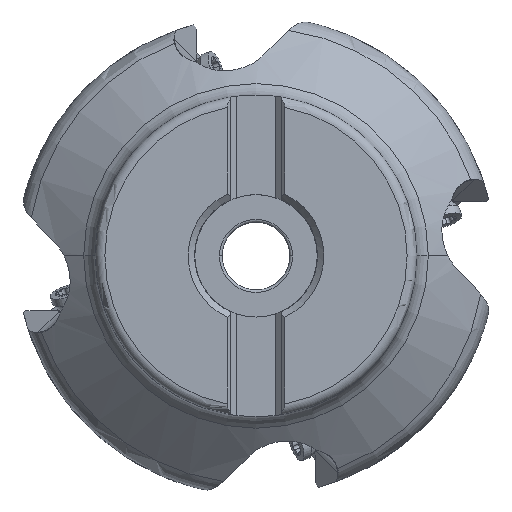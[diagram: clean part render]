
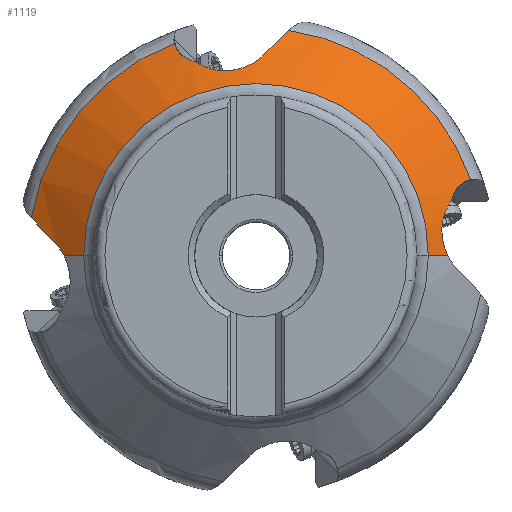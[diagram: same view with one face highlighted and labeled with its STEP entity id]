
A CAD part, top view. The second image highlights one B-rep face of the part: STEP entity #1119.
In plain terms, the highlighted conical face has half-angle 50 degrees and reference radius 31.11 mm.
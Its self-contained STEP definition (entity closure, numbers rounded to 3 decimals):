
#533=CONICAL_SURFACE('',#12635,31.11,50.);
#649=B_SPLINE_CURVE_WITH_KNOTS('',3,(#18072,#18073,#18074,#18075,#18076,
#18077),.UNSPECIFIED.,.F.,.F.,(4,2,4),(0.,0.5,1.),.UNSPECIFIED.);
#731=B_SPLINE_CURVE_WITH_KNOTS('',3,(#19006,#19007,#19008,#19009),
 .UNSPECIFIED.,.F.,.F.,(4,4),(0.,1.),.UNSPECIFIED.);
#772=B_SPLINE_CURVE_WITH_KNOTS('',3,(#19672,#19673,#19674,#19675),
 .UNSPECIFIED.,.F.,.F.,(4,4),(0.,1.),.UNSPECIFIED.);
#773=B_SPLINE_CURVE_WITH_KNOTS('',3,(#19680,#19681,#19682,#19683),
 .UNSPECIFIED.,.F.,.F.,(4,4),(0.,1.),.UNSPECIFIED.);
#774=B_SPLINE_CURVE_WITH_KNOTS('',3,(#19684,#19685,#19686,#19687,#19688,
#19689,#19690,#19691),.UNSPECIFIED.,.F.,.F.,(4,1,1,1,1,4),(0.,0.2,0.4,0.6,
0.8,1.),.UNSPECIFIED.);
#775=B_SPLINE_CURVE_WITH_KNOTS('',3,(#19693,#19694,#19695,#19696),
 .UNSPECIFIED.,.F.,.F.,(4,4),(0.,1.),.UNSPECIFIED.);
#776=B_SPLINE_CURVE_WITH_KNOTS('',3,(#19698,#19699,#19700,#19701),
 .UNSPECIFIED.,.F.,.F.,(4,4),(0.,1.),.UNSPECIFIED.);
#777=B_SPLINE_CURVE_WITH_KNOTS('',3,(#19703,#19704,#19705,#19706),
 .UNSPECIFIED.,.F.,.F.,(4,4),(0.,1.),.UNSPECIFIED.);
#778=B_SPLINE_CURVE_WITH_KNOTS('',3,(#19710,#19711,#19712,#19713),
 .UNSPECIFIED.,.F.,.F.,(4,4),(0.,1.),.UNSPECIFIED.);
#779=B_SPLINE_CURVE_WITH_KNOTS('',3,(#19715,#19716,#19717,#19718,#19719,
#19720),.UNSPECIFIED.,.F.,.F.,(4,2,4),(0.,0.5,1.),.UNSPECIFIED.);
#780=B_SPLINE_CURVE_WITH_KNOTS('',3,(#19722,#19723,#19724,#19725,#19726,
#19727,#19728,#19729),.UNSPECIFIED.,.F.,.F.,(4,1,1,1,1,4),(0.,0.2,0.4,0.6,
0.8,1.),.UNSPECIFIED.);
#781=B_SPLINE_CURVE_WITH_KNOTS('',3,(#19731,#19732,#19733,#19734),
 .UNSPECIFIED.,.F.,.F.,(4,4),(0.,1.),.UNSPECIFIED.);
#782=B_SPLINE_CURVE_WITH_KNOTS('',3,(#19736,#19737,#19738,#19739),
 .UNSPECIFIED.,.F.,.F.,(4,4),(0.,1.),.UNSPECIFIED.);
#1119=ADVANCED_FACE('',(#2030),#533,.T.);
#2030=FACE_OUTER_BOUND('',#2658,.T.);
#2658=EDGE_LOOP('',(#5709,#5710,#5711,#5712,#5713,#5714,#5715,#5716,#5717,
#5718,#5719,#5720,#5721,#5722,#5723,#5724,#5725,#5726));
#3244=LINE('',#18316,#3966);
#3245=LINE('',#18320,#3967);
#3966=VECTOR('',#14026,1.);
#3967=VECTOR('',#14029,1.);
#5709=ORIENTED_EDGE('',*,*,#9951,.F.);
#5710=ORIENTED_EDGE('',*,*,#9952,.T.);
#5711=ORIENTED_EDGE('',*,*,#9953,.F.);
#5712=ORIENTED_EDGE('',*,*,#9774,.F.);
#5713=ORIENTED_EDGE('',*,*,#9639,.T.);
#5714=ORIENTED_EDGE('',*,*,#9950,.T.);
#5715=ORIENTED_EDGE('',*,*,#9637,.T.);
#5716=ORIENTED_EDGE('',*,*,#9579,.F.);
#5717=ORIENTED_EDGE('',*,*,#9954,.T.);
#5718=ORIENTED_EDGE('',*,*,#9955,.F.);
#5719=ORIENTED_EDGE('',*,*,#9956,.F.);
#5720=ORIENTED_EDGE('',*,*,#9957,.F.);
#5721=ORIENTED_EDGE('',*,*,#9958,.T.);
#5722=ORIENTED_EDGE('',*,*,#9959,.F.);
#5723=ORIENTED_EDGE('',*,*,#9960,.F.);
#5724=ORIENTED_EDGE('',*,*,#9961,.F.);
#5725=ORIENTED_EDGE('',*,*,#9962,.F.);
#5726=ORIENTED_EDGE('',*,*,#9963,.F.);
#8369=VERTEX_POINT('',#18071);
#8370=VERTEX_POINT('',#18078);
#8416=VERTEX_POINT('',#18317);
#8417=VERTEX_POINT('',#18319);
#8418=VERTEX_POINT('',#18321);
#8497=VERTEX_POINT('',#19010);
#8617=VERTEX_POINT('',#19676);
#8618=VERTEX_POINT('',#19677);
#8619=VERTEX_POINT('',#19679);
#8620=VERTEX_POINT('',#19692);
#8621=VERTEX_POINT('',#19697);
#8622=VERTEX_POINT('',#19702);
#8623=VERTEX_POINT('',#19707);
#8624=VERTEX_POINT('',#19709);
#8625=VERTEX_POINT('',#19714);
#8626=VERTEX_POINT('',#19721);
#8627=VERTEX_POINT('',#19730);
#8628=VERTEX_POINT('',#19735);
#9579=EDGE_CURVE('',#8369,#8370,#649,.T.);
#9637=EDGE_CURVE('',#8416,#8370,#3244,.T.);
#9639=EDGE_CURVE('',#8418,#8417,#3245,.T.);
#9774=EDGE_CURVE('',#8418,#8497,#731,.T.);
#9950=EDGE_CURVE('',#8417,#8416,#11356,.T.);
#9951=EDGE_CURVE('',#8617,#8618,#772,.T.);
#9952=EDGE_CURVE('',#8617,#8619,#11357,.T.);
#9953=EDGE_CURVE('',#8497,#8619,#773,.T.);
#9954=EDGE_CURVE('',#8369,#8620,#774,.T.);
#9955=EDGE_CURVE('',#8621,#8620,#775,.T.);
#9956=EDGE_CURVE('',#8622,#8621,#776,.T.);
#9957=EDGE_CURVE('',#8623,#8622,#777,.T.);
#9958=EDGE_CURVE('',#8623,#8624,#11358,.T.);
#9959=EDGE_CURVE('',#8625,#8624,#778,.T.);
#9960=EDGE_CURVE('',#8626,#8625,#779,.T.);
#9961=EDGE_CURVE('',#8627,#8626,#780,.T.);
#9962=EDGE_CURVE('',#8628,#8627,#781,.T.);
#9963=EDGE_CURVE('',#8618,#8628,#782,.T.);
#11356=CIRCLE('',#12631,26.786);
#11357=CIRCLE('',#12633,35.433);
#11358=CIRCLE('',#12634,35.433);
#12631=AXIS2_PLACEMENT_3D('',#19670,#14585,#14586);
#12633=AXIS2_PLACEMENT_3D('',#19678,#14589,#14590);
#12634=AXIS2_PLACEMENT_3D('',#19708,#14591,#14592);
#12635=AXIS2_PLACEMENT_3D('',#19740,#14593,#14594);
#14026=DIRECTION('',(0.766,0.,-0.643));
#14029=DIRECTION('',(0.766,0.,0.643));
#14585=DIRECTION('',(0.,0.,-1.));
#14586=DIRECTION('',(-1.,0.,0.));
#14589=DIRECTION('',(0.,0.,1.));
#14590=DIRECTION('',(-0.358,0.934,0.));
#14591=DIRECTION('',(0.,0.,1.));
#14592=DIRECTION('',(0.942,0.335,0.));
#14593=DIRECTION('',(0.,0.,-1.));
#14594=DIRECTION('',(1.,0.,0.));
#18071=CARTESIAN_POINT('',(29.702,7.388,-14.452));
#18072=CARTESIAN_POINT('',(29.702,7.388,-14.452));
#18073=CARTESIAN_POINT('',(29.119,6.387,-13.775));
#18074=CARTESIAN_POINT('',(28.855,5.097,-13.332));
#18075=CARTESIAN_POINT('',(28.947,2.435,-13.119));
#18076=CARTESIAN_POINT('',(29.286,1.126,-13.344));
#18077=CARTESIAN_POINT('',(29.842,0.,-13.809));
#18078=CARTESIAN_POINT('',(29.842,0.,-13.809));
#18316=CARTESIAN_POINT('',(26.786,0.,-11.245));
#18317=CARTESIAN_POINT('',(26.786,0.,-11.245));
#18319=CARTESIAN_POINT('',(-26.786,0.,-11.245));
#18320=CARTESIAN_POINT('',(-29.842,0.,-13.809));
#18321=CARTESIAN_POINT('',(-29.842,0.,-13.809));
#19006=CARTESIAN_POINT('',(-29.842,0.,-13.809));
#19007=CARTESIAN_POINT('',(-30.186,0.698,-14.098));
#19008=CARTESIAN_POINT('',(-30.598,1.301,-14.464));
#19009=CARTESIAN_POINT('',(-31.089,1.809,-14.9));
#19010=CARTESIAN_POINT('',(-31.089,1.809,-14.9));
#19670=CARTESIAN_POINT('',(0.,0.,-11.245));
#19672=CARTESIAN_POINT('',(-12.697,33.08,-18.501));
#19673=CARTESIAN_POINT('',(-12.416,31.887,-17.482));
#19674=CARTESIAN_POINT('',(-11.502,30.925,-16.44));
#19675=CARTESIAN_POINT('',(-10.188,30.421,-15.689));
#19676=CARTESIAN_POINT('',(-12.697,33.08,-18.501));
#19677=CARTESIAN_POINT('',(-10.188,30.421,-15.689));
#19678=CARTESIAN_POINT('',(0.,0.,-18.501));
#19679=CARTESIAN_POINT('',(-34.936,5.915,-18.501));
#19680=CARTESIAN_POINT('',(-31.089,1.809,-14.9));
#19681=CARTESIAN_POINT('',(-32.405,3.173,-16.069));
#19682=CARTESIAN_POINT('',(-33.684,4.543,-17.273));
#19683=CARTESIAN_POINT('',(-34.936,5.915,-18.501));
#19684=CARTESIAN_POINT('',(29.702,7.388,-14.452));
#19685=CARTESIAN_POINT('',(29.738,7.482,-14.5));
#19686=CARTESIAN_POINT('',(29.814,7.666,-14.6));
#19687=CARTESIAN_POINT('',(29.942,7.931,-14.76));
#19688=CARTESIAN_POINT('',(30.082,8.184,-14.928));
#19689=CARTESIAN_POINT('',(30.233,8.422,-15.104));
#19690=CARTESIAN_POINT('',(30.342,8.573,-15.226));
#19691=CARTESIAN_POINT('',(30.399,8.646,-15.289));
#19692=CARTESIAN_POINT('',(30.399,8.646,-15.289));
#19693=CARTESIAN_POINT('',(30.513,9.04,-15.473));
#19694=CARTESIAN_POINT('',(30.471,8.912,-15.408));
#19695=CARTESIAN_POINT('',(30.433,8.78,-15.347));
#19696=CARTESIAN_POINT('',(30.399,8.646,-15.289));
#19697=CARTESIAN_POINT('',(30.513,9.041,-15.472));
#19698=CARTESIAN_POINT('',(30.661,9.442,-15.689));
#19699=CARTESIAN_POINT('',(30.607,9.312,-15.614));
#19700=CARTESIAN_POINT('',(30.557,9.178,-15.541));
#19701=CARTESIAN_POINT('',(30.513,9.04,-15.473));
#19702=CARTESIAN_POINT('',(30.661,9.442,-15.689));
#19703=CARTESIAN_POINT('',(33.381,11.885,-18.501));
#19704=CARTESIAN_POINT('',(32.181,11.633,-17.482));
#19705=CARTESIAN_POINT('',(31.196,10.743,-16.44));
#19706=CARTESIAN_POINT('',(30.661,9.442,-15.689));
#19707=CARTESIAN_POINT('',(33.381,11.885,-18.501));
#19708=CARTESIAN_POINT('',(0.,0.,-18.501));
#19709=CARTESIAN_POINT('',(5.06,35.07,-18.501));
#19710=CARTESIAN_POINT('',(1.049,31.124,-14.9));
#19711=CARTESIAN_POINT('',(2.381,32.473,-16.069));
#19712=CARTESIAN_POINT('',(3.718,33.785,-17.273));
#19713=CARTESIAN_POINT('',(5.059,35.07,-18.501));
#19714=CARTESIAN_POINT('',(1.049,31.124,-14.9));
#19715=CARTESIAN_POINT('',(-8.111,29.513,-14.452));
#19716=CARTESIAN_POINT('',(-6.783,28.782,-13.565));
#19717=CARTESIAN_POINT('',(-4.951,28.624,-13.101));
#19718=CARTESIAN_POINT('',(-1.547,29.288,-13.337));
#19719=CARTESIAN_POINT('',(0.001,30.061,-13.979));
#19720=CARTESIAN_POINT('',(1.049,31.124,-14.9));
#19721=CARTESIAN_POINT('',(-8.111,29.513,-14.452));
#19722=CARTESIAN_POINT('',(-9.386,30.179,-15.289));
#19723=CARTESIAN_POINT('',(-9.311,30.123,-15.225));
#19724=CARTESIAN_POINT('',(-9.155,30.016,-15.101));
#19725=CARTESIAN_POINT('',(-8.912,29.871,-14.925));
#19726=CARTESIAN_POINT('',(-8.657,29.738,-14.758));
#19727=CARTESIAN_POINT('',(-8.39,29.617,-14.599));
#19728=CARTESIAN_POINT('',(-8.205,29.546,-14.5));
#19729=CARTESIAN_POINT('',(-8.111,29.513,-14.452));
#19730=CARTESIAN_POINT('',(-9.386,30.179,-15.289));
#19731=CARTESIAN_POINT('',(-9.783,30.283,-15.473));
#19732=CARTESIAN_POINT('',(-9.653,30.244,-15.408));
#19733=CARTESIAN_POINT('',(-9.521,30.209,-15.347));
#19734=CARTESIAN_POINT('',(-9.386,30.179,-15.289));
#19735=CARTESIAN_POINT('',(-9.783,30.283,-15.472));
#19736=CARTESIAN_POINT('',(-10.188,30.421,-15.689));
#19737=CARTESIAN_POINT('',(-10.057,30.37,-15.614));
#19738=CARTESIAN_POINT('',(-9.921,30.324,-15.541));
#19739=CARTESIAN_POINT('',(-9.783,30.283,-15.472));
#19740=CARTESIAN_POINT('',(0.,0.,-14.873));
